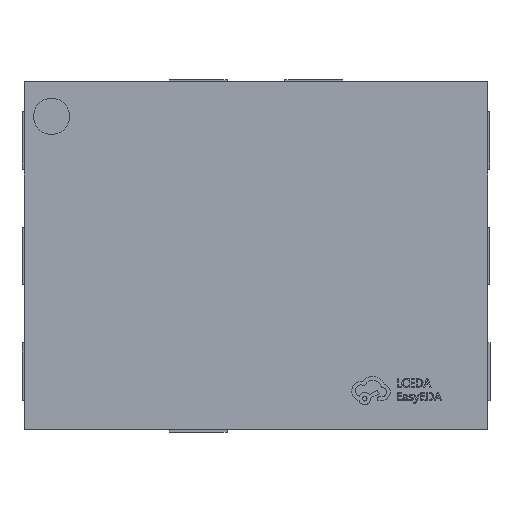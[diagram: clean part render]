
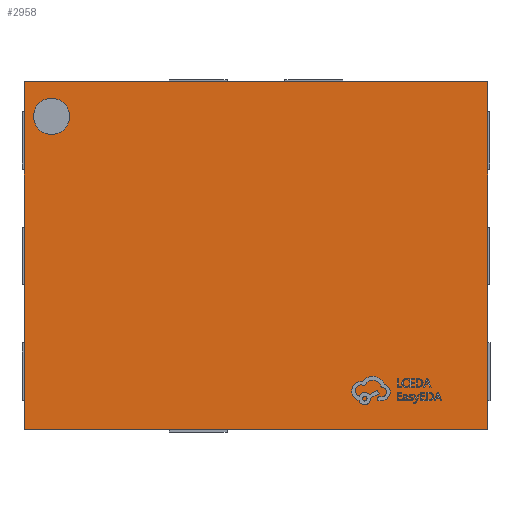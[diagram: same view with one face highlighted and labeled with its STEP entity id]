
A CAD part, top view. The second image highlights one B-rep face of the part: STEP entity #2958.
In plain terms, the highlighted planar face has unit normal (0, 0, 1).
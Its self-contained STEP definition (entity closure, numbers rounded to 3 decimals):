
#100 = LINE ( 'NONE', #7092, #286 ) ;
#286 = VECTOR ( 'NONE', #4356, 1000. ) ;
#346 = AXIS2_PLACEMENT_3D ( 'NONE', #6052, #764, #13087 ) ;
#392 = CARTESIAN_POINT ( 'NONE',  ( 1., -0.75, 0.98 ) ) ;
#634 = EDGE_CURVE ( 'NONE', #6795, #16465, #8525, .T. ) ;
#765 = CARTESIAN_POINT ( 'NONE',  ( 0., 0., 0.98 ) ) ;
#764 = DIRECTION ( 'NONE',  ( 0., 0., 1. ) ) ;
#1618 = FACE_BOUND ( 'NONE', #12002, .T. ) ;
#1670 = DIRECTION ( 'NONE',  ( 0., 1., 0. ) ) ;
#2610 = ORIENTED_EDGE ( 'NONE', *, *, #634, .T. ) ;
#2711 = LINE ( 'NONE', #6953, #6420 ) ;
#2958 = ADVANCED_FACE ( 'NONE', ( #1618, #8908 ), #11629, .T. ) ;
#3270 = DIRECTION ( 'NONE',  ( 1., 0., 0. ) ) ;
#3434 = DIRECTION ( 'NONE',  ( 0., 0., 1. ) ) ;
#4006 = CARTESIAN_POINT ( 'NONE',  ( -1., 0.75, 0.98 ) ) ;
#4200 = ORIENTED_EDGE ( 'NONE', *, *, #13484, .F. ) ;
#4218 = CIRCLE ( 'NONE', #13824, 0.078 ) ;
#4356 = DIRECTION ( 'NONE',  ( 1., 0., 0. ) ) ;
#4565 = CARTESIAN_POINT ( 'NONE',  ( -1., 0.75, 0.98 ) ) ;
#5224 = VERTEX_POINT ( 'NONE', #17475 ) ;
#5781 = ORIENTED_EDGE ( 'NONE', *, *, #6415, .F. ) ;
#6052 = CARTESIAN_POINT ( 'NONE',  ( -0.882, 0.601, 0.98 ) ) ;
#6275 = CARTESIAN_POINT ( 'NONE',  ( -0.882, 0.601, 0.98 ) ) ;
#6415 = EDGE_CURVE ( 'NONE', #5224, #14637, #4218, .T. ) ;
#6420 = VECTOR ( 'NONE', #1670, 1000. ) ;
#6425 = VERTEX_POINT ( 'NONE', #392 ) ;
#6795 = VERTEX_POINT ( 'NONE', #18140 ) ;
#6953 = CARTESIAN_POINT ( 'NONE',  ( 1., 0.75, 0.98 ) ) ;
#7027 = DIRECTION ( 'NONE',  ( -1., 0., 0. ) ) ;
#7092 = CARTESIAN_POINT ( 'NONE',  ( -1., -0.75, 0.98 ) ) ;
#7548 = EDGE_CURVE ( 'NONE', #6425, #6795, #2711, .T. ) ;
#7575 = EDGE_LOOP ( 'NONE', ( #12107, #2610, #13911, #8628 ) ) ;
#7680 = DIRECTION ( 'NONE',  ( 0., 0., 1. ) ) ;
#8242 = AXIS2_PLACEMENT_3D ( 'NONE', #765, #7680, #3270 ) ;
#8525 = LINE ( 'NONE', #4006, #14698 ) ;
#8628 = ORIENTED_EDGE ( 'NONE', *, *, #15994, .T. ) ;
#8908 = FACE_OUTER_BOUND ( 'NONE', #7575, .T. ) ;
#9265 = CIRCLE ( 'NONE', #346, 0.078 ) ;
#10362 = EDGE_CURVE ( 'NONE', #16465, #11902, #17411, .T. ) ;
#11125 = CARTESIAN_POINT ( 'NONE',  ( -1., 0.75, 0.98 ) ) ;
#11629 = PLANE ( 'NONE',  #8242 ) ;
#11764 = VECTOR ( 'NONE', #17676, 1000. ) ;
#11880 = DIRECTION ( 'NONE',  ( 1., 0., 0. ) ) ;
#11902 = VERTEX_POINT ( 'NONE', #12576 ) ;
#11903 = CARTESIAN_POINT ( 'NONE',  ( -0.96, 0.601, 0.98 ) ) ;
#12002 = EDGE_LOOP ( 'NONE', ( #5781, #4200 ) ) ;
#12107 = ORIENTED_EDGE ( 'NONE', *, *, #7548, .T. ) ;
#12576 = CARTESIAN_POINT ( 'NONE',  ( -1., -0.75, 0.98 ) ) ;
#13087 = DIRECTION ( 'NONE',  ( 1., 0., 0. ) ) ;
#13484 = EDGE_CURVE ( 'NONE', #14637, #5224, #9265, .T. ) ;
#13824 = AXIS2_PLACEMENT_3D ( 'NONE', #6275, #3434, #11880 ) ;
#13911 = ORIENTED_EDGE ( 'NONE', *, *, #10362, .T. ) ;
#14637 = VERTEX_POINT ( 'NONE', #11903 ) ;
#14698 = VECTOR ( 'NONE', #7027, 1000. ) ;
#15994 = EDGE_CURVE ( 'NONE', #11902, #6425, #100, .T. ) ;
#16465 = VERTEX_POINT ( 'NONE', #11125 ) ;
#17411 = LINE ( 'NONE', #4565, #11764 ) ;
#17475 = CARTESIAN_POINT ( 'NONE',  ( -0.804, 0.601, 0.98 ) ) ;
#17676 = DIRECTION ( 'NONE',  ( 0., -1., 0. ) ) ;
#18140 = CARTESIAN_POINT ( 'NONE',  ( 1., 0.75, 0.98 ) ) ;
